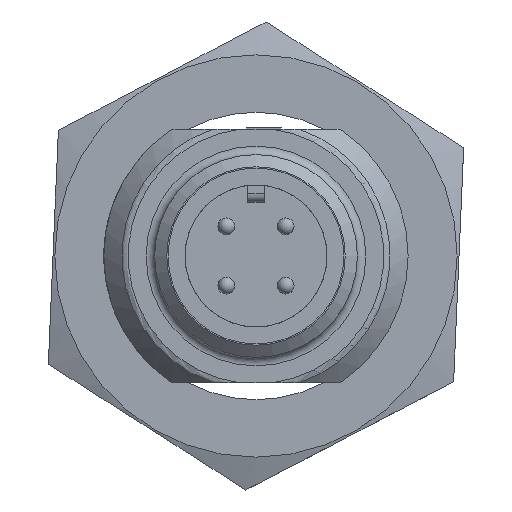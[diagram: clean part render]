
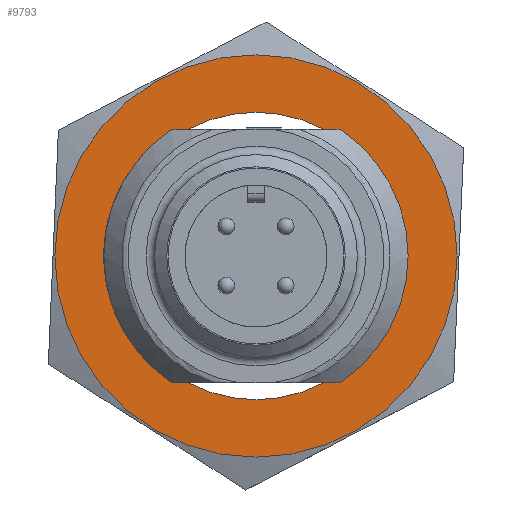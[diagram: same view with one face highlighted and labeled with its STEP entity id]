
A CAD part, left-side view. The second image highlights one B-rep face of the part: STEP entity #9793.
In plain terms, the highlighted planar face has unit normal (-1, 0, 0).
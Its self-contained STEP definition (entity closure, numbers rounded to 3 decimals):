
#97 = EDGE_LOOP ( 'NONE', ( #4538, #4509, #4146, #4542, #4532, #4535, #4536, #4530, #4529, #4527, #4521, #4524 ) ) ;
#99 = EDGE_LOOP ( 'NONE', ( #4548 ) ) ;
#338 = VERTEX_POINT ( 'NONE', #2920 ) ;
#345 = VERTEX_POINT ( 'NONE', #2911 ) ;
#350 = VERTEX_POINT ( 'NONE', #2905 ) ;
#360 = VERTEX_POINT ( 'NONE', #2892 ) ;
#460 = FACE_OUTER_BOUND ( 'NONE', #99, .T. ) ;
#461 = FACE_BOUND ( 'NONE', #97, .T. ) ;
#475 = LINE ( 'NONE', #816, #2113 ) ;
#617 = VERTEX_POINT ( 'NONE', #8485 ) ;
#652 = CARTESIAN_POINT ( 'NONE',  ( -1., 9.991, -7.5 ) ) ;
#653 = DIRECTION ( 'NONE',  ( 0., 1., 0. ) ) ;
#654 = CARTESIAN_POINT ( 'NONE',  ( -1., 9.991, -7.5 ) ) ;
#655 = DIRECTION ( 'NONE',  ( 0., 1., 0. ) ) ;
#786 = PLANE ( 'NONE',  #2065 ) ;
#787 = CARTESIAN_POINT ( 'NONE',  ( -1., 11.691, 7.438 ) ) ;
#788 = DIRECTION ( 'NONE',  ( 1., 0., 0. ) ) ;
#789 = DIRECTION ( 'NONE',  ( 0., 0., -1. ) ) ;
#816 = CARTESIAN_POINT ( 'NONE',  ( -1., 9.991, 7.5 ) ) ;
#817 = DIRECTION ( 'NONE',  ( 0., -1., 0. ) ) ;
#941 = CARTESIAN_POINT ( 'NONE',  ( -1., 0., 0. ) ) ;
#942 = DIRECTION ( 'NONE',  ( 1., 0., 0. ) ) ;
#943 = DIRECTION ( 'NONE',  ( 0., 0., -1. ) ) ;
#1146 = CARTESIAN_POINT ( 'NONE',  ( -1., 0., 0. ) ) ;
#1147 = DIRECTION ( 'NONE',  ( 1., 0., 0. ) ) ;
#1148 = DIRECTION ( 'NONE',  ( 0., 0., -1. ) ) ;
#1287 = CIRCLE ( 'NONE', #1313, 9. ) ;
#1313 = AXIS2_PLACEMENT_3D ( 'NONE', #941, #942, #943 ) ;
#1357 = CIRCLE ( 'NONE', #1441, 9. ) ;
#1407 = AXIS2_PLACEMENT_3D ( 'NONE', #8117, #8118, #8119 ) ;
#1416 = CIRCLE ( 'NONE', #1407, 9. ) ;
#1441 = AXIS2_PLACEMENT_3D ( 'NONE', #1146, #1147, #1148 ) ;
#2065 = AXIS2_PLACEMENT_3D ( 'NONE', #787, #788, #789 ) ;
#2069 = VECTOR ( 'NONE', #655, 1000. ) ;
#2072 = VECTOR ( 'NONE', #653, 1000. ) ;
#2113 = VECTOR ( 'NONE', #817, 1000. ) ;
#2193 = VECTOR ( 'NONE', #4833, 1000. ) ;
#2341 = CIRCLE ( 'NONE', #2484, 8.5 ) ;
#2354 = CIRCLE ( 'NONE', #2474, 11.902 ) ;
#2474 = AXIS2_PLACEMENT_3D ( 'NONE', #3811, #3812, #3813 ) ;
#2475 = VECTOR ( 'NONE', #3810, 1000. ) ;
#2477 = VECTOR ( 'NONE', #3808, 1000. ) ;
#2481 = VECTOR ( 'NONE', #3806, 1000. ) ;
#2482 = AXIS2_PLACEMENT_3D ( 'NONE', #3802, #3803, #3804 ) ;
#2483 = CIRCLE ( 'NONE', #2482, 8.5 ) ;
#2484 = AXIS2_PLACEMENT_3D ( 'NONE', #3799, #3800, #3801 ) ;
#2892 = CARTESIAN_POINT ( 'NONE',  ( -1., 4., -7.5 ) ) ;
#2905 = CARTESIAN_POINT ( 'NONE',  ( -1., 8.989, 0.45 ) ) ;
#2911 = CARTESIAN_POINT ( 'NONE',  ( -1., -4., 7.5 ) ) ;
#2920 = CARTESIAN_POINT ( 'NONE',  ( -1., -4.975, 7.5 ) ) ;
#3799 = CARTESIAN_POINT ( 'NONE',  ( -1., 0., 0. ) ) ;
#3800 = DIRECTION ( 'NONE',  ( 1., 0., 0. ) ) ;
#3801 = DIRECTION ( 'NONE',  ( 0., 0., -1. ) ) ;
#3802 = CARTESIAN_POINT ( 'NONE',  ( -1., 0., 0. ) ) ;
#3803 = DIRECTION ( 'NONE',  ( 1., 0., 0. ) ) ;
#3804 = DIRECTION ( 'NONE',  ( 0., 0., -1. ) ) ;
#3805 = CARTESIAN_POINT ( 'NONE',  ( -1., 7.5, 0.45 ) ) ;
#3806 = DIRECTION ( 'NONE',  ( 0., -1., 0. ) ) ;
#3807 = CARTESIAN_POINT ( 'NONE',  ( -1., 9., 7.438 ) ) ;
#3808 = DIRECTION ( 'NONE',  ( 0., 0., 1. ) ) ;
#3809 = CARTESIAN_POINT ( 'NONE',  ( -1., 7.5, -0.424 ) ) ;
#3810 = DIRECTION ( 'NONE',  ( 0., 1., 0. ) ) ;
#3811 = CARTESIAN_POINT ( 'NONE',  ( -1., 0., 0. ) ) ;
#3812 = DIRECTION ( 'NONE',  ( -1., 0., 0. ) ) ;
#3813 = DIRECTION ( 'NONE',  ( 0., 0., -1. ) ) ;
#4034 = VERTEX_POINT ( 'NONE', #8751 ) ;
#4042 = VERTEX_POINT ( 'NONE', #8721 ) ;
#4070 = VERTEX_POINT ( 'NONE', #8656 ) ;
#4135 = VERTEX_POINT ( 'NONE', #8803 ) ;
#4146 = ORIENTED_EDGE ( 'NONE', *, *, #7019, .T. ) ;
#4201 = VERTEX_POINT ( 'NONE', #8775 ) ;
#4202 = VERTEX_POINT ( 'NONE', #8774 ) ;
#4227 = VERTEX_POINT ( 'NONE', #8754 ) ;
#4240 = VERTEX_POINT ( 'NONE', #8745 ) ;
#4509 = ORIENTED_EDGE ( 'NONE', *, *, #7020, .T. ) ;
#4521 = ORIENTED_EDGE ( 'NONE', *, *, #7016, .T. ) ;
#4524 = ORIENTED_EDGE ( 'NONE', *, *, #9757, .T. ) ;
#4527 = ORIENTED_EDGE ( 'NONE', *, *, #9756, .T. ) ;
#4529 = ORIENTED_EDGE ( 'NONE', *, *, #10152, .T. ) ;
#4530 = ORIENTED_EDGE ( 'NONE', *, *, #9619, .T. ) ;
#4532 = ORIENTED_EDGE ( 'NONE', *, *, #10105, .T. ) ;
#4535 = ORIENTED_EDGE ( 'NONE', *, *, #10075, .T. ) ;
#4536 = ORIENTED_EDGE ( 'NONE', *, *, #7017, .T. ) ;
#4538 = ORIENTED_EDGE ( 'NONE', *, *, #10143, .T. ) ;
#4542 = ORIENTED_EDGE ( 'NONE', *, *, #7018, .T. ) ;
#4548 = ORIENTED_EDGE ( 'NONE', *, *, #7021, .T. ) ;
#4832 = CARTESIAN_POINT ( 'NONE',  ( -1., 9.991, 7.5 ) ) ;
#4833 = DIRECTION ( 'NONE',  ( 0., -1., 0. ) ) ;
#7016 = EDGE_CURVE ( 'NONE', #4227, #360, #2341, .T. ) ;
#7017 = EDGE_CURVE ( 'NONE', #4070, #345, #2483, .T. ) ;
#7018 = EDGE_CURVE ( 'NONE', #4201, #350, #7295, .T. ) ;
#7019 = EDGE_CURVE ( 'NONE', #4202, #4201, #7296, .T. ) ;
#7020 = EDGE_CURVE ( 'NONE', #4042, #4202, #7297, .T. ) ;
#7021 = EDGE_CURVE ( 'NONE', #617, #617, #2354, .T. ) ;
#7295 = LINE ( 'NONE', #3805, #2481 ) ;
#7296 = LINE ( 'NONE', #3807, #2477 ) ;
#7297 = LINE ( 'NONE', #3809, #2475 ) ;
#7444 = LINE ( 'NONE', #4832, #2193 ) ;
#7494 = LINE ( 'NONE', #652, #2072 ) ;
#7495 = LINE ( 'NONE', #654, #2069 ) ;
#8117 = CARTESIAN_POINT ( 'NONE',  ( -1., 0., 0. ) ) ;
#8118 = DIRECTION ( 'NONE',  ( 1., 0., 0. ) ) ;
#8119 = DIRECTION ( 'NONE',  ( 0., 0., -1. ) ) ;
#8485 = CARTESIAN_POINT ( 'NONE',  ( -1., 0., -11.902 ) ) ;
#8656 = CARTESIAN_POINT ( 'NONE',  ( -1., 4., 7.5 ) ) ;
#8721 = CARTESIAN_POINT ( 'NONE',  ( -1., 8.99, -0.424 ) ) ;
#8745 = CARTESIAN_POINT ( 'NONE',  ( -1., -4.975, -7.5 ) ) ;
#8751 = CARTESIAN_POINT ( 'NONE',  ( -1., 4.975, -7.5 ) ) ;
#8754 = CARTESIAN_POINT ( 'NONE',  ( -1., -4., -7.5 ) ) ;
#8774 = CARTESIAN_POINT ( 'NONE',  ( -1., 9., -0.424 ) ) ;
#8775 = CARTESIAN_POINT ( 'NONE',  ( -1., 9., 0.45 ) ) ;
#8803 = CARTESIAN_POINT ( 'NONE',  ( -1., 4.975, 7.5 ) ) ;
#9619 = EDGE_CURVE ( 'NONE', #345, #338, #7444, .T. ) ;
#9756 = EDGE_CURVE ( 'NONE', #4240, #4227, #7494, .T. ) ;
#9757 = EDGE_CURVE ( 'NONE', #360, #4034, #7495, .T. ) ;
#9793 = ADVANCED_FACE ( 'NONE', ( #460, #461 ), #786, .F. ) ;
#10075 = EDGE_CURVE ( 'NONE', #4135, #4070, #475, .T. ) ;
#10105 = EDGE_CURVE ( 'NONE', #350, #4135, #1287, .T. ) ;
#10143 = EDGE_CURVE ( 'NONE', #4034, #4042, #1357, .T. ) ;
#10152 = EDGE_CURVE ( 'NONE', #338, #4240, #1416, .T. ) ;
